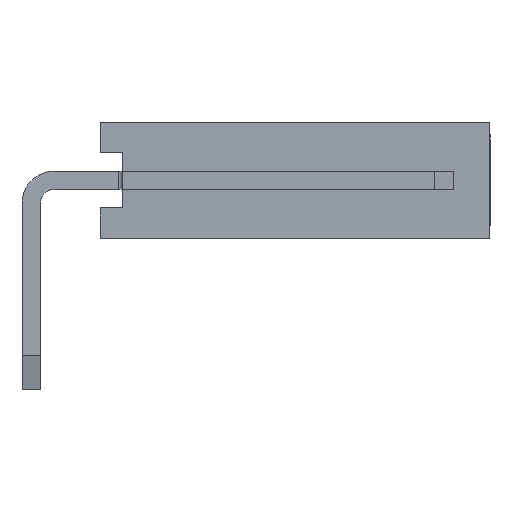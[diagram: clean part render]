
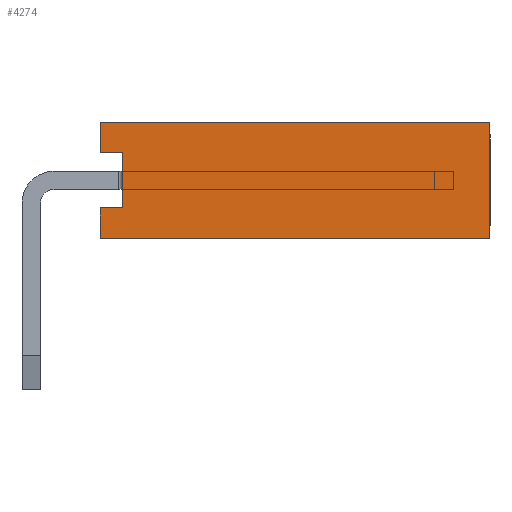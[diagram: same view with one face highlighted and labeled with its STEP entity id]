
A CAD part, left-side view. The second image highlights one B-rep face of the part: STEP entity #4274.
In plain terms, the highlighted planar face has unit normal (-1, 0, 0).
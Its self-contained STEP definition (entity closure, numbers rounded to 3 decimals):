
#4274=ADVANCED_FACE('',(#22814),#22816,.T.);
#22814=FACE_BOUND('',#22815,.T.);
#22815=EDGE_LOOP('',(#37733,#37734,#37735,#37736,#37737,#37738,#37739,#37740));
#22816=PLANE('',#22817);
#22817=AXIS2_PLACEMENT_3D('',#22818,#22819,#22820);
#22818=CARTESIAN_POINT('',(-1.27,-1.5,2.54));
#22819=DIRECTION('',(-1.,0.,0.));
#22820=DIRECTION('',(0.,0.,-1.));
#37733=ORIENTED_EDGE('',*,*,#48469,.T.);
#37734=ORIENTED_EDGE('',*,*,#48470,.T.);
#37735=ORIENTED_EDGE('',*,*,#48471,.T.);
#37736=ORIENTED_EDGE('',*,*,#48472,.F.);
#37737=ORIENTED_EDGE('',*,*,#48473,.F.);
#37738=ORIENTED_EDGE('',*,*,#48474,.T.);
#37739=ORIENTED_EDGE('',*,*,#48475,.T.);
#37740=ORIENTED_EDGE('',*,*,#47737,.T.);
#47737=EDGE_CURVE('',#54689,#54690,#54691,.T.);
#48469=EDGE_CURVE('',#54690,#55721,#55722,.F.);
#48470=EDGE_CURVE('',#55721,#55723,#55724,.T.);
#48471=EDGE_CURVE('',#55723,#55725,#55726,.T.);
#48472=EDGE_CURVE('',#55727,#55725,#55728,.T.);
#48473=EDGE_CURVE('',#55729,#55727,#55730,.T.);
#48474=EDGE_CURVE('',#55729,#55731,#55732,.T.);
#48475=EDGE_CURVE('',#55731,#54689,#55733,.F.);
#54689=VERTEX_POINT('',#66941);
#54690=VERTEX_POINT('',#66942);
#54691=LINE('',#66943,#66944);
#55721=VERTEX_POINT('',#69437);
#55722=LINE('',#69438,#69439);
#55723=VERTEX_POINT('',#69441);
#55724=LINE('',#69442,#69443);
#55725=VERTEX_POINT('',#69445);
#55726=LINE('',#69446,#69447);
#55727=VERTEX_POINT('',#69449);
#55728=LINE('',#69450,#69451);
#55729=VERTEX_POINT('',#69453);
#55730=LINE('',#69454,#69455);
#55731=VERTEX_POINT('',#69457);
#55732=LINE('',#69458,#69459);
#55733=LINE('',#69461,#69462);
#66941=CARTESIAN_POINT('',(-1.27,-2.,1.87));
#66942=CARTESIAN_POINT('',(-1.27,-2.,0.67));
#66943=CARTESIAN_POINT('',(-1.27,-2.,1.87));
#66944=VECTOR('',#66945,1.);
#66945=DIRECTION('',(0.,0.,-1.));
#69437=CARTESIAN_POINT('',(-1.27,-1.5,0.67));
#69438=CARTESIAN_POINT('',(-1.27,-1.5,0.67));
#69439=VECTOR('',#69440,1.);
#69440=DIRECTION('',(0.,-1.,0.));
#69441=CARTESIAN_POINT('',(-1.27,-1.5,0.));
#69442=CARTESIAN_POINT('',(-1.27,-1.5,0.67));
#69443=VECTOR('',#69444,1.);
#69444=DIRECTION('',(0.,0.,-1.));
#69445=CARTESIAN_POINT('',(-1.27,-10.,0.));
#69446=CARTESIAN_POINT('',(-1.27,-1.5,0.));
#69447=VECTOR('',#69448,1.);
#69448=DIRECTION('',(0.,-1.,0.));
#69449=CARTESIAN_POINT('',(-1.27,-10.,2.54));
#69450=CARTESIAN_POINT('',(-1.27,-10.,2.54));
#69451=VECTOR('',#69452,1.);
#69452=DIRECTION('',(0.,0.,-1.));
#69453=CARTESIAN_POINT('',(-1.27,-1.5,2.54));
#69454=CARTESIAN_POINT('',(-1.27,-1.5,2.54));
#69455=VECTOR('',#69456,1.);
#69456=DIRECTION('',(0.,-1.,0.));
#69457=CARTESIAN_POINT('',(-1.27,-1.5,1.87));
#69458=CARTESIAN_POINT('',(-1.27,-1.5,2.54));
#69459=VECTOR('',#69460,1.);
#69460=DIRECTION('',(0.,0.,-1.));
#69461=CARTESIAN_POINT('',(-1.27,-2.,1.87));
#69462=VECTOR('',#69463,1.);
#69463=DIRECTION('',(0.,1.,0.));
